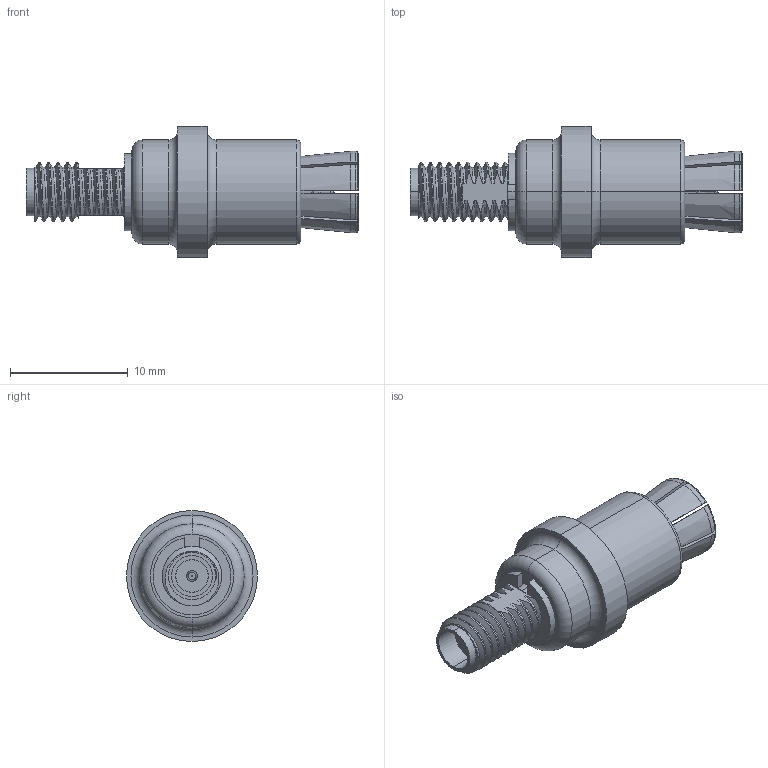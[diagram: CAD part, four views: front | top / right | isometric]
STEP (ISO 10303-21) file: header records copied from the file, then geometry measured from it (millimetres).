
FILE_DESCRIPTION (( 'STEP AP203' ), '1' );
FILE_NAME ('FMAD1327_3D.STEP', '2022-03-18T21:51:59', ( '' ), ( '' ), 'SwSTEP 2.0', 'SolidWorks 2021', '' );
FILE_SCHEMA (( 'CONFIG_CONTROL_DESIGN' ));
Length unit declared in the file: inch
Products named in the file (1): FMAD1327_3D
Bounding box: 28.19 x 11.13 x 11.13 mm (x, y, z)
Volume: 1042.9 mm3; surface area: 2256.3 mm2
Topology: 7 solids, 7 shells, 322 faces, 813 edges, 521 vertices
Faces by surface type: cylinder 114, plane 73, cone 56, torus 48, bspline 31
Entity records: 20789 total; most frequent: CARTESIAN_POINT 13074, DIRECTION 1649, ORIENTED_EDGE 1622, EDGE_CURVE 811, AXIS2_PLACEMENT_3D 676, VERTEX_POINT 521, CIRCLE 384, EDGE_LOOP 350
